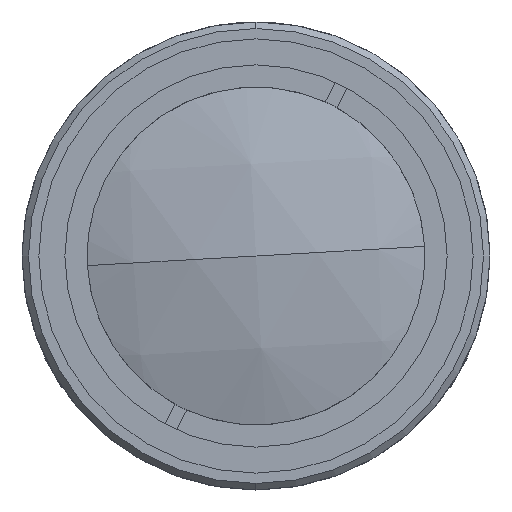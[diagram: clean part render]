
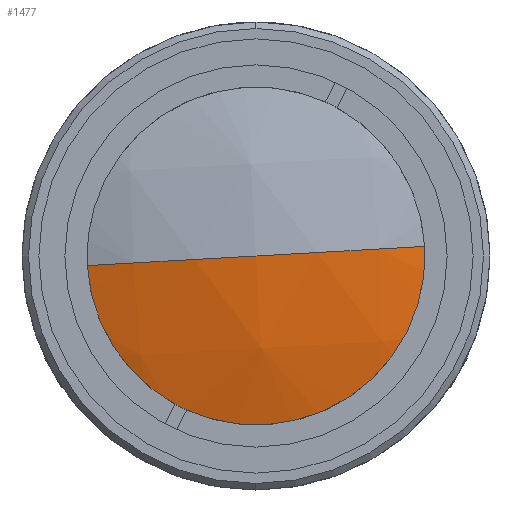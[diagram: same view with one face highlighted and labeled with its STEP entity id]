
A CAD part, left-side view. The second image highlights one B-rep face of the part: STEP entity #1477.
In plain terms, the highlighted spherical face has radius 43.203 mm.
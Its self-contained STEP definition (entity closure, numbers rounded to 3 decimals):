
#14 = EDGE_CURVE ( 'NONE', #2603, #3137, #895, .T. ) ;
#127 = FACE_OUTER_BOUND ( 'NONE', #1337, .T. ) ;
#584 = DIRECTION ( 'NONE',  ( 0., -0.998, 0.057 ) ) ;
#742 = ORIENTED_EDGE ( 'NONE', *, *, #3423, .T. ) ;
#768 = SPHERICAL_SURFACE ( 'NONE', #2101, 43.203 ) ;
#895 = CIRCLE ( 'NONE', #2796, 43.203 ) ;
#1157 = EDGE_CURVE ( 'NONE', #2603, #1336, #1462, .T. ) ;
#1269 = CARTESIAN_POINT ( 'NONE',  ( 52.203, 0., 0. ) ) ;
#1336 = VERTEX_POINT ( 'NONE', #3065 ) ;
#1337 = EDGE_LOOP ( 'NONE', ( #3883, #742, #3141 ) ) ;
#1462 = CIRCLE ( 'NONE', #2031, 14. ) ;
#1477 = ADVANCED_FACE ( 'NONE', ( #127 ), #768, .T. ) ;
#1489 = CARTESIAN_POINT ( 'NONE',  ( 52.203, 0., 0. ) ) ;
#1548 = AXIS2_PLACEMENT_3D ( 'NONE', #1269, #3581, #2635 ) ;
#2031 = AXIS2_PLACEMENT_3D ( 'NONE', #2327, #3711, #3857 ) ;
#2101 = AXIS2_PLACEMENT_3D ( 'NONE', #1489, #2843, #2760 ) ;
#2327 = CARTESIAN_POINT ( 'NONE',  ( 11.331, 0., 0. ) ) ;
#2346 = CARTESIAN_POINT ( 'NONE',  ( 9., 0., 0. ) ) ;
#2350 = CARTESIAN_POINT ( 'NONE',  ( 52.203, 0., 0. ) ) ;
#2603 = VERTEX_POINT ( 'NONE', #4241 ) ;
#2635 = DIRECTION ( 'NONE',  ( 0., 0.998, -0.057 ) ) ;
#2760 = DIRECTION ( 'NONE',  ( 0., 0.998, -0.057 ) ) ;
#2796 = AXIS2_PLACEMENT_3D ( 'NONE', #2350, #3353, #584 ) ;
#2843 = DIRECTION ( 'NONE',  ( 0., -0.057, -0.998 ) ) ;
#3065 = CARTESIAN_POINT ( 'NONE',  ( 11.331, -13.977, 0.794 ) ) ;
#3137 = VERTEX_POINT ( 'NONE', #2346 ) ;
#3141 = ORIENTED_EDGE ( 'NONE', *, *, #14, .F. ) ;
#3266 = CIRCLE ( 'NONE', #1548, 43.203 ) ;
#3353 = DIRECTION ( 'NONE',  ( 0., 0.057, 0.998 ) ) ;
#3423 = EDGE_CURVE ( 'NONE', #1336, #3137, #3266, .T. ) ;
#3581 = DIRECTION ( 'NONE',  ( 0., -0.057, -0.998 ) ) ;
#3711 = DIRECTION ( 'NONE',  ( -1., 0., 0. ) ) ;
#3857 = DIRECTION ( 'NONE',  ( 0., 0.057, 0.998 ) ) ;
#3883 = ORIENTED_EDGE ( 'NONE', *, *, #1157, .T. ) ;
#4241 = CARTESIAN_POINT ( 'NONE',  ( 11.331, 13.977, -0.794 ) ) ;
